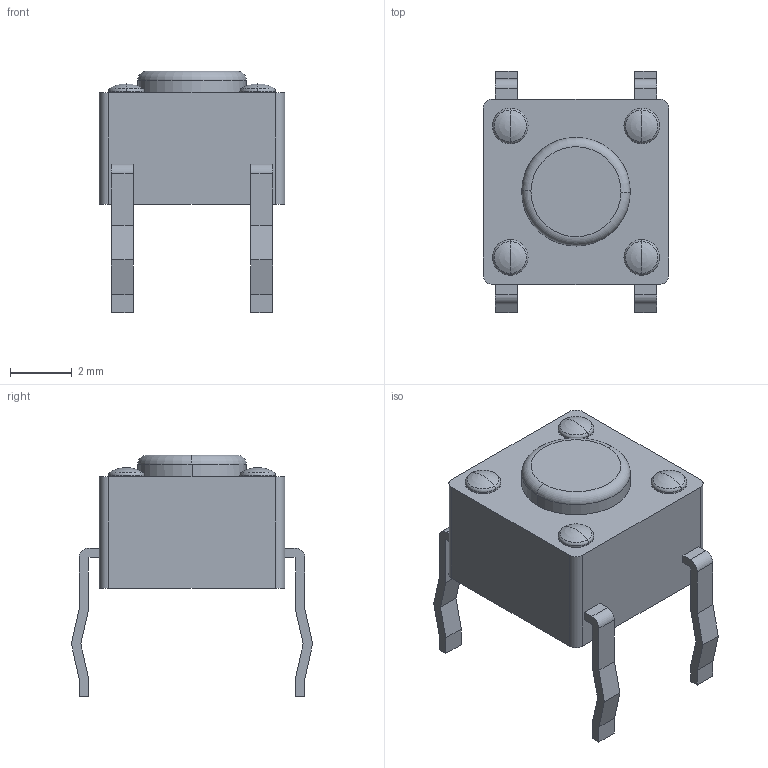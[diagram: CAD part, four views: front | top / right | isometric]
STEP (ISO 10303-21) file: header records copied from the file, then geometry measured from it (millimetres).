
FILE_DESCRIPTION(('STEP AP242'),'1');
FILE_NAME('1825910-2.stp','2021-02-02T14:43:48',('TraceParts'),('TraceParts S.A.'),'Spatial InterOp 3D',' ',' ');
FILE_SCHEMA(('AP242_MANAGED_MODEL_BASED_3D_ENGINEERING_MIM_LF {1 0 10303 442 1 1 4}'));
Length unit declared in the file: millimetre
Products named in the file (1): 1825910-2
Bounding box: 5.99 x 7.8 x 7.81 mm (x, y, z)
Volume: 140.7 mm3; surface area: 205.8 mm2
Topology: 1 solids, 1 shells, 99 faces, 269 edges, 173 vertices
Faces by surface type: plane 59, cylinder 22, torus 10, sphere 8
Entity records: 3089 total; most frequent: DIRECTION 544, CARTESIAN_POINT 534, ORIENTED_EDGE 522, EDGE_CURVE 261, AXIS2_PLACEMENT_3D 183, LINE 178, VECTOR 178, VERTEX_POINT 173
